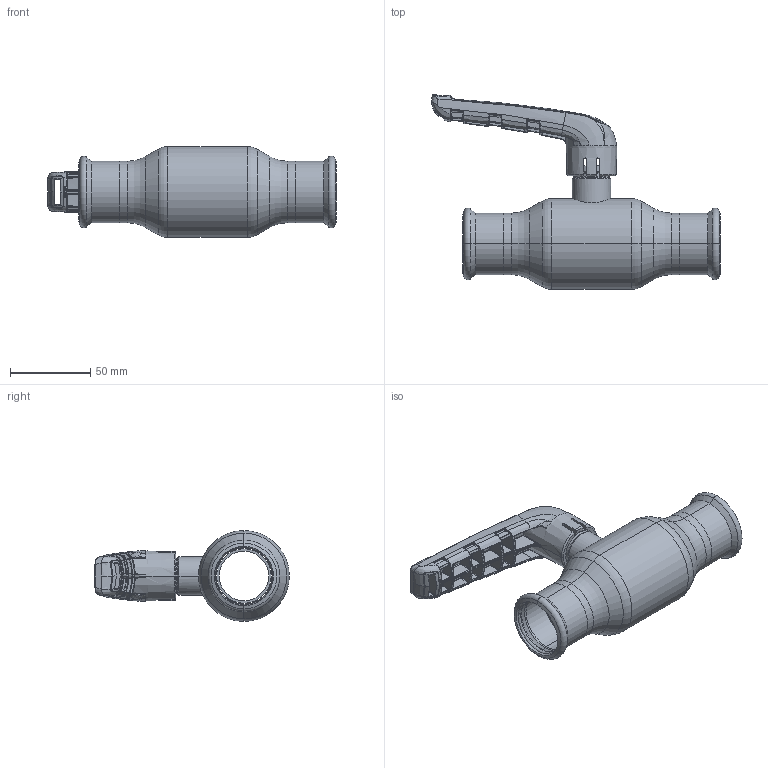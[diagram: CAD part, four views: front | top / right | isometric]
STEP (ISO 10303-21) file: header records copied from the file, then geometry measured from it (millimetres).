
FILE_DESCRIPTION (( 'STEP AP214' ), '1' );
FILE_NAME ('1032000100-xxxx.step', '2019-05-07T11:44:18', ( '' ), ( '' ), 'SwSTEP 2.0', 'SolidWorks 2017', '' );
FILE_SCHEMA (( 'AUTOMOTIVE_DESIGN' ));
Length unit declared in the file: millimetre
Products named in the file (1): 1032000100-xxxx
Bounding box: 179.77 x 121.11 x 56.5 mm (x, y, z)
Surface area: 52580.4 mm2 (no closed solid volume)
Topology: 0 solids, 11 shells, 740 faces, 2559 edges, 1722 vertices
Faces by surface type: bspline 588, plane 50, cone 37, cylinder 34, torus 25, sphere 6
Entity records: 59291 total; most frequent: CARTESIAN_POINT 35061, ORIENTED_EDGE 4083, EDGE_CURVE 2551, B_SPLINE_CURVE_WITH_KNOTS 1799, VERTEX_POINT 1722, DIRECTION 1658, EDGE_LOOP 765, AXIS2_PLACEMENT_3D 755
